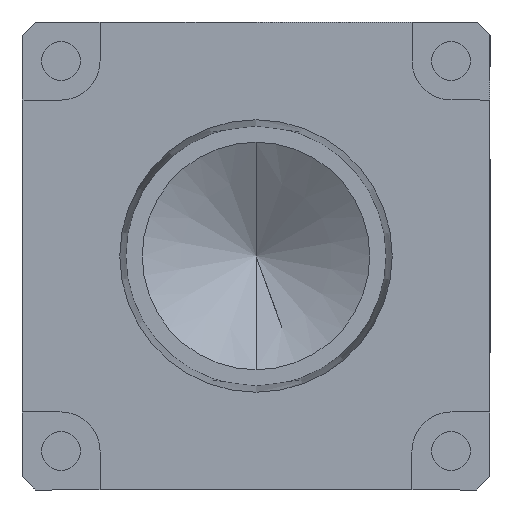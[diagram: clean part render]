
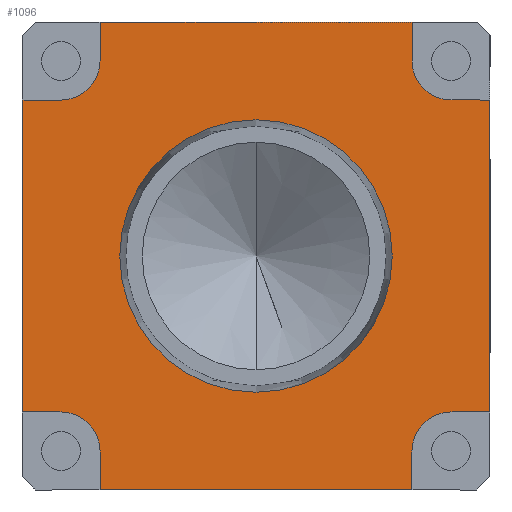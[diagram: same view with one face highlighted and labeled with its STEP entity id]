
A CAD part, left-side view. The second image highlights one B-rep face of the part: STEP entity #1096.
In plain terms, the highlighted planar face has unit normal (-1, 0, 0).
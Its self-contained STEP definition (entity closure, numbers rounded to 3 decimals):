
#104 = CARTESIAN_POINT ( 'NONE',  ( 0., 0., 10.477 ) ) ;
#125 = DIRECTION ( 'NONE',  ( 0., 0., 1. ) ) ;
#126 = DIRECTION ( 'NONE',  ( -1., 0., 0. ) ) ;
#131 = AXIS2_PLACEMENT_3D ( 'NONE', #145, #126, #125 ) ;
#136 = CIRCLE ( 'NONE', #131, 10.477 ) ;
#145 = CARTESIAN_POINT ( 'NONE',  ( 0., 0., 0. ) ) ;
#147 = DIRECTION ( 'NONE',  ( 0., 0., 1. ) ) ;
#148 = DIRECTION ( 'NONE',  ( -1., 0., 0. ) ) ;
#149 = AXIS2_PLACEMENT_3D ( 'NONE', #167, #148, #147 ) ;
#166 = CARTESIAN_POINT ( 'NONE',  ( 0., 0., -10.477 ) ) ;
#167 = CARTESIAN_POINT ( 'NONE',  ( 0., 0., 0. ) ) ;
#177 = CIRCLE ( 'NONE', #149, 10.477 ) ;
#1089 = ORIENTED_EDGE ( 'NONE', *, *, #1144, .F. ) ;
#1090 = ORIENTED_EDGE ( 'NONE', *, *, #1146, .F. ) ;
#1091 = EDGE_CURVE ( 'NONE', #1115, #1124, #1823, .T. ) ;
#1092 = VERTEX_POINT ( 'NONE', #1819 ) ;
#1093 = ORIENTED_EDGE ( 'NONE', *, *, #1137, .F. ) ;
#1094 = ORIENTED_EDGE ( 'NONE', *, *, #1120, .F. ) ;
#1095 = VERTEX_POINT ( 'NONE', #1825 ) ;
#1096 = ADVANCED_FACE ( 'NONE', ( #1822, #1833 ), #1820, .F. ) ;
#1097 = EDGE_LOOP ( 'NONE', ( #1094, #1118, #1131, #1149, #1145, #1103, #1102, #1104, #1125, #1114, #1100, #1110, #1093, #1139, #1089, #1090 ) ) ;
#1098 = VERTEX_POINT ( 'NONE', #1818 ) ;
#1099 = EDGE_CURVE ( 'NONE', #1147, #1098, #1902, .T. ) ;
#1100 = ORIENTED_EDGE ( 'NONE', *, *, #1109, .F. ) ;
#1101 = VERTEX_POINT ( 'NONE', #1837 ) ;
#1102 = ORIENTED_EDGE ( 'NONE', *, *, #1107, .F. ) ;
#1103 = ORIENTED_EDGE ( 'NONE', *, *, #1105, .F. ) ;
#1104 = ORIENTED_EDGE ( 'NONE', *, *, #1099, .F. ) ;
#1105 = EDGE_CURVE ( 'NONE', #1128, #1130, #1898, .T. ) ;
#1107 = EDGE_CURVE ( 'NONE', #1098, #1128, #1896, .T. ) ;
#1109 = EDGE_CURVE ( 'NONE', #1126, #1127, #1993, .T. ) ;
#1110 = ORIENTED_EDGE ( 'NONE', *, *, #1111, .F. ) ;
#1111 = EDGE_CURVE ( 'NONE', #1129, #1126, #1886, .T. ) ;
#1113 = VERTEX_POINT ( 'NONE', #1904 ) ;
#1114 = ORIENTED_EDGE ( 'NONE', *, *, #1123, .F. ) ;
#1115 = VERTEX_POINT ( 'NONE', #1889 ) ;
#1118 = ORIENTED_EDGE ( 'NONE', *, *, #1143, .F. ) ;
#1119 = EDGE_LOOP ( 'NONE', ( #1122, #1218 ) ) ;
#1120 = EDGE_CURVE ( 'NONE', #1148, #1113, #1983, .T. ) ;
#1122 = ORIENTED_EDGE ( 'NONE', *, *, #1280, .F. ) ;
#1123 = EDGE_CURVE ( 'NONE', #1127, #1101, #1971, .T. ) ;
#1124 = VERTEX_POINT ( 'NONE', #1974 ) ;
#1125 = ORIENTED_EDGE ( 'NONE', *, *, #1133, .F. ) ;
#1126 = VERTEX_POINT ( 'NONE', #1975 ) ;
#1127 = VERTEX_POINT ( 'NONE', #1972 ) ;
#1128 = VERTEX_POINT ( 'NONE', #1984 ) ;
#1129 = VERTEX_POINT ( 'NONE', #1964 ) ;
#1130 = VERTEX_POINT ( 'NONE', #1979 ) ;
#1131 = ORIENTED_EDGE ( 'NONE', *, *, #1140, .F. ) ;
#1133 = EDGE_CURVE ( 'NONE', #1101, #1147, #1966, .T. ) ;
#1134 = VERTEX_POINT ( 'NONE', #1962 ) ;
#1135 = EDGE_CURVE ( 'NONE', #1130, #1092, #1963, .T. ) ;
#1136 = EDGE_CURVE ( 'NONE', #1092, #1095, #1951, .T. ) ;
#1137 = EDGE_CURVE ( 'NONE', #1124, #1129, #1978, .T. ) ;
#1139 = ORIENTED_EDGE ( 'NONE', *, *, #1091, .F. ) ;
#1140 = EDGE_CURVE ( 'NONE', #1095, #1134, #1945, .T. ) ;
#1142 = VERTEX_POINT ( 'NONE', #1940 ) ;
#1143 = EDGE_CURVE ( 'NONE', #1134, #1148, #1944, .T. ) ;
#1144 = EDGE_CURVE ( 'NONE', #1142, #1115, #1872, .T. ) ;
#1145 = ORIENTED_EDGE ( 'NONE', *, *, #1135, .F. ) ;
#1146 = EDGE_CURVE ( 'NONE', #1113, #1142, #1867, .T. ) ;
#1147 = VERTEX_POINT ( 'NONE', #1935 ) ;
#1148 = VERTEX_POINT ( 'NONE', #1868 ) ;
#1149 = ORIENTED_EDGE ( 'NONE', *, *, #1136, .F. ) ;
#1218 = ORIENTED_EDGE ( 'NONE', *, *, #1271, .F. ) ;
#1270 = VERTEX_POINT ( 'NONE', #104 ) ;
#1271 = EDGE_CURVE ( 'NONE', #1274, #1270, #177, .T. ) ;
#1274 = VERTEX_POINT ( 'NONE', #166 ) ;
#1280 = EDGE_CURVE ( 'NONE', #1270, #1274, #136, .T. ) ;
#1814 = AXIS2_PLACEMENT_3D ( 'NONE', #1827, #1826, #1905 ) ;
#1815 = DIRECTION ( 'NONE',  ( 0., -1., 0. ) ) ;
#1816 = VECTOR ( 'NONE', #1815, 1000. ) ;
#1817 = CARTESIAN_POINT ( 'NONE',  ( 0., 18., 12. ) ) ;
#1818 = CARTESIAN_POINT ( 'NONE',  ( 0., -18., 12. ) ) ;
#1819 = CARTESIAN_POINT ( 'NONE',  ( 0., -12., -15. ) ) ;
#1820 = PLANE ( 'NONE',  #1814 ) ;
#1822 = FACE_OUTER_BOUND ( 'NONE', #1097, .T. ) ;
#1823 = LINE ( 'NONE', #1817, #1816 ) ;
#1825 = CARTESIAN_POINT ( 'NONE',  ( 0., -12., -18. ) ) ;
#1826 = DIRECTION ( 'NONE',  ( 1., 0., 0. ) ) ;
#1827 = CARTESIAN_POINT ( 'NONE',  ( 0., -18., -18. ) ) ;
#1833 = FACE_BOUND ( 'NONE', #1119, .T. ) ;
#1837 = CARTESIAN_POINT ( 'NONE',  ( 0., -12., 15. ) ) ;
#1864 = DIRECTION ( 'NONE',  ( 0., 1., 0. ) ) ;
#1865 = VECTOR ( 'NONE', #1864, 1000. ) ;
#1866 = CARTESIAN_POINT ( 'NONE',  ( 0., 18., -12. ) ) ;
#1867 = LINE ( 'NONE', #1866, #1865 ) ;
#1868 = CARTESIAN_POINT ( 'NONE',  ( 0., 12., -15. ) ) ;
#1869 = DIRECTION ( 'NONE',  ( 0., 0., 1. ) ) ;
#1870 = VECTOR ( 'NONE', #1869, 1000. ) ;
#1871 = CARTESIAN_POINT ( 'NONE',  ( 0., 18., -18. ) ) ;
#1872 = LINE ( 'NONE', #1871, #1870 ) ;
#1873 = DIRECTION ( 'NONE',  ( 0., 0., 1. ) ) ;
#1874 = VECTOR ( 'NONE', #1873, 1000. ) ;
#1875 = CARTESIAN_POINT ( 'NONE',  ( 0., 12., -15. ) ) ;
#1880 = AXIS2_PLACEMENT_3D ( 'NONE', #1985, #1977, #1976 ) ;
#1885 = DIRECTION ( 'NONE',  ( 0., 0., -1. ) ) ;
#1886 = LINE ( 'NONE', #1988, #1987 ) ;
#1889 = CARTESIAN_POINT ( 'NONE',  ( 0., 18., 12. ) ) ;
#1890 = CARTESIAN_POINT ( 'NONE',  ( 0., -18., 18. ) ) ;
#1891 = DIRECTION ( 'NONE',  ( 0., 1., 0. ) ) ;
#1892 = VECTOR ( 'NONE', #1891, 1000. ) ;
#1893 = VECTOR ( 'NONE', #1885, 1000. ) ;
#1894 = CARTESIAN_POINT ( 'NONE',  ( 0., -18., -18. ) ) ;
#1896 = LINE ( 'NONE', #1894, #1893 ) ;
#1897 = CARTESIAN_POINT ( 'NONE',  ( 0., -18., -12. ) ) ;
#1898 = LINE ( 'NONE', #1897, #1892 ) ;
#1899 = DIRECTION ( 'NONE',  ( 0., -1., 0. ) ) ;
#1900 = VECTOR ( 'NONE', #1899, 1000. ) ;
#1901 = CARTESIAN_POINT ( 'NONE',  ( 0., -18., 12. ) ) ;
#1902 = LINE ( 'NONE', #1901, #1900 ) ;
#1904 = CARTESIAN_POINT ( 'NONE',  ( 0., 15., -12. ) ) ;
#1905 = DIRECTION ( 'NONE',  ( 0., 0., -1. ) ) ;
#1935 = CARTESIAN_POINT ( 'NONE',  ( 0., -15., 12. ) ) ;
#1937 = DIRECTION ( 'NONE',  ( 0., 1., 0. ) ) ;
#1938 = VECTOR ( 'NONE', #1937, 1000. ) ;
#1939 = CARTESIAN_POINT ( 'NONE',  ( 0., -18., -18. ) ) ;
#1940 = CARTESIAN_POINT ( 'NONE',  ( 0., 18., -12. ) ) ;
#1944 = LINE ( 'NONE', #1875, #1874 ) ;
#1945 = LINE ( 'NONE', #1939, #1938 ) ;
#1946 = DIRECTION ( 'NONE',  ( 0., 0., 1. ) ) ;
#1947 = AXIS2_PLACEMENT_3D ( 'NONE', #1953, #1952, #1946 ) ;
#1949 = DIRECTION ( 'NONE',  ( 0., 0., -1. ) ) ;
#1950 = VECTOR ( 'NONE', #1949, 1000. ) ;
#1951 = LINE ( 'NONE', #1965, #1950 ) ;
#1952 = DIRECTION ( 'NONE',  ( -1., 0., 0. ) ) ;
#1953 = CARTESIAN_POINT ( 'NONE',  ( 0., 15., 15. ) ) ;
#1954 = DIRECTION ( 'NONE',  ( 0., 0., 1. ) ) ;
#1955 = DIRECTION ( 'NONE',  ( -1., 0., 0. ) ) ;
#1956 = DIRECTION ( 'NONE',  ( 0., 0., -1. ) ) ;
#1957 = DIRECTION ( 'NONE',  ( -1., 0., 0. ) ) ;
#1958 = CARTESIAN_POINT ( 'NONE',  ( 0., -15., 15. ) ) ;
#1959 = AXIS2_PLACEMENT_3D ( 'NONE', #1958, #1957, #1956 ) ;
#1962 = CARTESIAN_POINT ( 'NONE',  ( 0., 12., -18. ) ) ;
#1963 = CIRCLE ( 'NONE', #1973, 3. ) ;
#1964 = CARTESIAN_POINT ( 'NONE',  ( 0., 12., 15. ) ) ;
#1965 = CARTESIAN_POINT ( 'NONE',  ( 0., -12., -15. ) ) ;
#1966 = CIRCLE ( 'NONE', #1959, 3. ) ;
#1967 = CARTESIAN_POINT ( 'NONE',  ( 0., -15., -15. ) ) ;
#1968 = DIRECTION ( 'NONE',  ( 0., 0., -1. ) ) ;
#1969 = VECTOR ( 'NONE', #1968, 1000. ) ;
#1970 = CARTESIAN_POINT ( 'NONE',  ( 0., -12., 15. ) ) ;
#1971 = LINE ( 'NONE', #1970, #1969 ) ;
#1972 = CARTESIAN_POINT ( 'NONE',  ( 0., -12., 18. ) ) ;
#1973 = AXIS2_PLACEMENT_3D ( 'NONE', #1967, #1955, #1954 ) ;
#1974 = CARTESIAN_POINT ( 'NONE',  ( 0., 15., 12. ) ) ;
#1975 = CARTESIAN_POINT ( 'NONE',  ( 0., 12., 18. ) ) ;
#1976 = DIRECTION ( 'NONE',  ( 0., 0., -1. ) ) ;
#1977 = DIRECTION ( 'NONE',  ( -1., 0., 0. ) ) ;
#1978 = CIRCLE ( 'NONE', #1947, 3. ) ;
#1979 = CARTESIAN_POINT ( 'NONE',  ( 0., -15., -12. ) ) ;
#1983 = CIRCLE ( 'NONE', #1880, 3. ) ;
#1984 = CARTESIAN_POINT ( 'NONE',  ( 0., -18., -12. ) ) ;
#1985 = CARTESIAN_POINT ( 'NONE',  ( 0., 15., -15. ) ) ;
#1986 = DIRECTION ( 'NONE',  ( 0., 0., 1. ) ) ;
#1987 = VECTOR ( 'NONE', #1986, 1000. ) ;
#1988 = CARTESIAN_POINT ( 'NONE',  ( 0., 12., 15. ) ) ;
#1991 = DIRECTION ( 'NONE',  ( 0., -1., 0. ) ) ;
#1992 = VECTOR ( 'NONE', #1991, 1000. ) ;
#1993 = LINE ( 'NONE', #1890, #1992 ) ;
